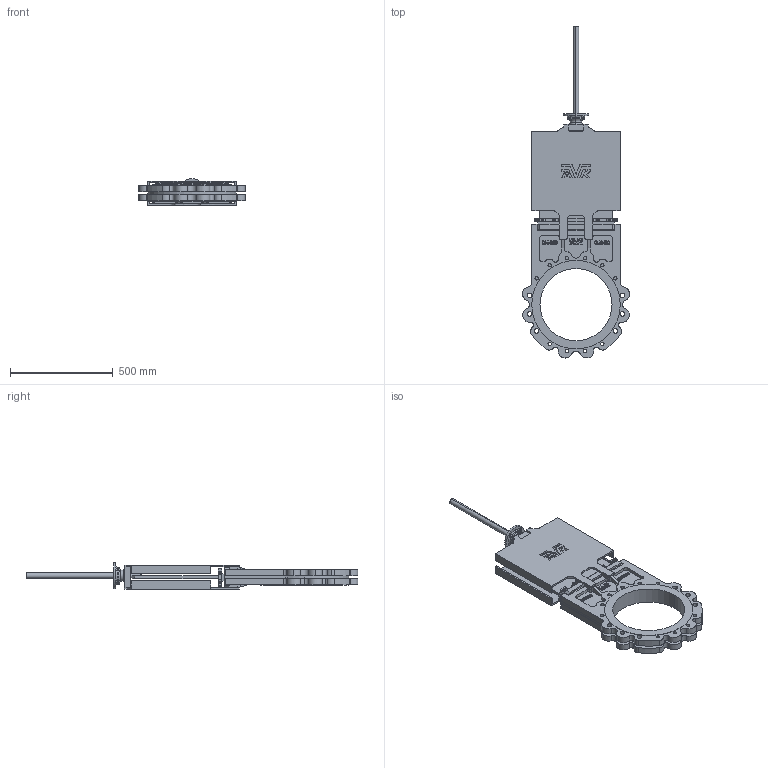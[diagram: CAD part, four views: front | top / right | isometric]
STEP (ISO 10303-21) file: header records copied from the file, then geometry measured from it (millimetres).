
FILE_DESCRIPTION (( 'STEP AP203' ), '1' );
FILE_NAME ('70235050034.STEP', '2017-04-07T11:56:31', ( '' ), ( '' ), 'SwSTEP 2.0', 'SolidWorks 2016', '' );
FILE_SCHEMA (( 'CONFIG_CONTROL_DESIGN' ));
Length unit declared in the file: millimetre
Products named in the file (1): 70235050034
Bounding box: 518.21 x 1612.1 x 130 mm (x, y, z)
Volume: 18534472.4 mm3; surface area: 2086126.2 mm2
Topology: 1 solids, 1 shells, 1370 faces, 3897 edges, 2586 vertices
Faces by surface type: cylinder 588, plane 580, bspline 174, torus 26, cone 2
Entity records: 55837 total; most frequent: CARTESIAN_POINT 20032, ORIENTED_EDGE 7790, DIRECTION 7100, EDGE_CURVE 3895, VERTEX_POINT 2586, AXIS2_PLACEMENT_3D 2404, VECTOR 2292, LINE 2292
